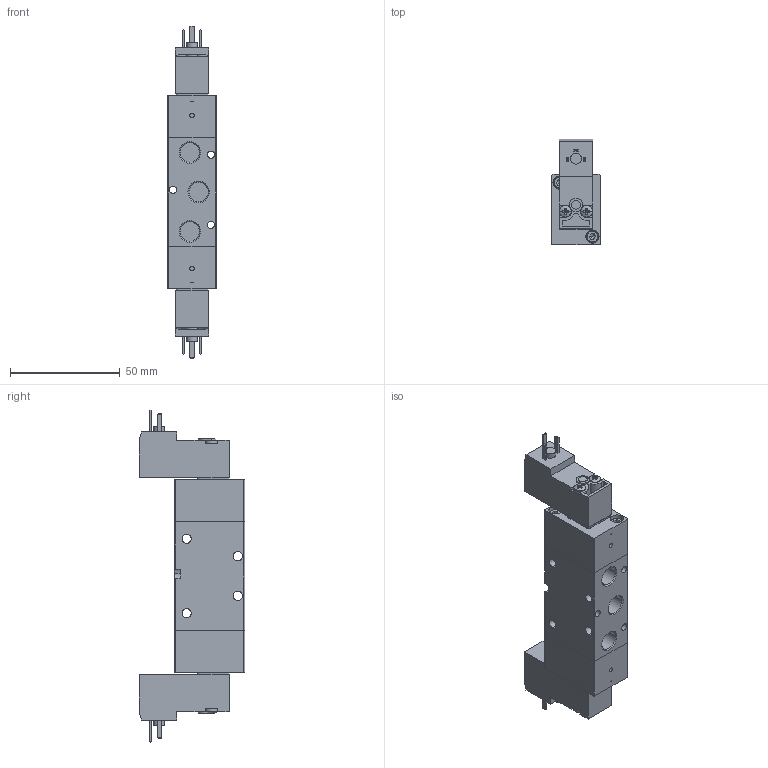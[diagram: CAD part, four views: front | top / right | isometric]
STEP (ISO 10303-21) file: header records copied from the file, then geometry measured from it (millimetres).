
FILE_DESCRIPTION (( 'STEP AP214' ), '1' );
FILE_NAME ('00_261_4.STEP', '2016-01-14T09:04:26', ( '' ), ( '' ), 'SwSTEP 2.0', 'SolidWorks 2016', '' );
FILE_SCHEMA (( 'AUTOMOTIVE_DESIGN' ));
Length unit declared in the file: millimetre
Products named in the file (1): 00_261_4
Bounding box: 22 x 48.1 x 151.3 mm (x, y, z)
Volume: 81099.8 mm3; surface area: 26463.8 mm2
Topology: 11 solids, 11 shells, 1417 faces, 3647 edges, 2266 vertices
Faces by surface type: cone 663, cylinder 419, plane 299, torus 24, sphere 12
Entity records: 45674 total; most frequent: DIRECTION 8367, CARTESIAN_POINT 7793, ORIENTED_EDGE 7242, EDGE_CURVE 3621, AXIS2_PLACEMENT_3D 3398, VERTEX_POINT 2260, CIRCLE 1980, LINE 1571
